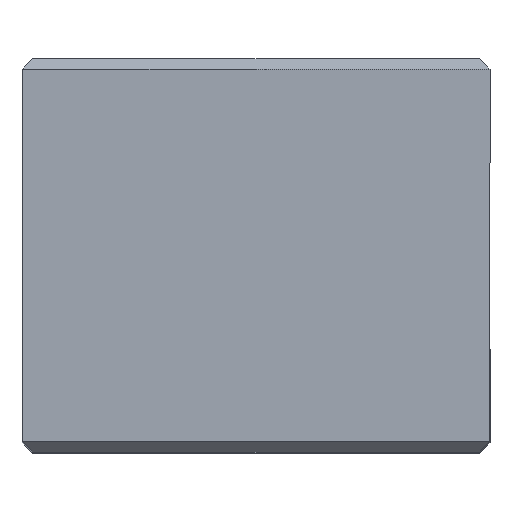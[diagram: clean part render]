
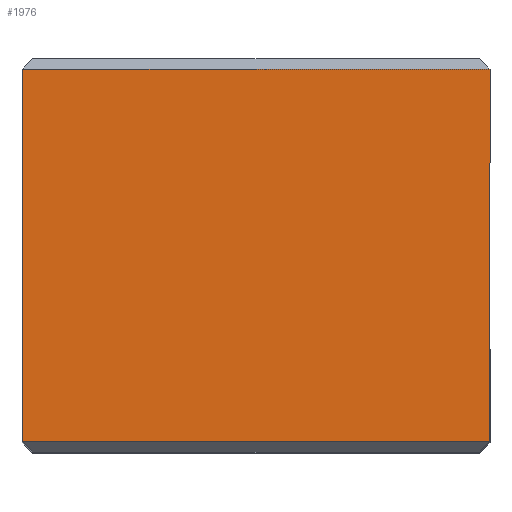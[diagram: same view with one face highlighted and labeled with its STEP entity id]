
A CAD part, top view. The second image highlights one B-rep face of the part: STEP entity #1976.
In plain terms, the highlighted planar face has unit normal (0, 0, 1).
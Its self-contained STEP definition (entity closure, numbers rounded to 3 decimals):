
#246 = EDGE_LOOP ( 'NONE', ( #4482, #4505, #4511, #4525 ) ) ;
#467 = VERTEX_POINT ( 'NONE', #4650 ) ;
#493 = VERTEX_POINT ( 'NONE', #4663 ) ;
#501 = VERTEX_POINT ( 'NONE', #4626 ) ;
#504 = VERTEX_POINT ( 'NONE', #4628 ) ;
#1054 = EDGE_CURVE ( 'NONE', #504, #501, #1590, .T. ) ;
#1103 = EDGE_CURVE ( 'NONE', #501, #467, #1815, .T. ) ;
#1134 = EDGE_CURVE ( 'NONE', #504, #493, #1991, .T. ) ;
#1148 = EDGE_CURVE ( 'NONE', #467, #493, #2020, .T. ) ;
#1523 = DIRECTION ( 'NONE',  ( 1., 0., 0. ) ) ;
#1590 = LINE ( 'NONE', #1600, #3110 ) ;
#1600 = CARTESIAN_POINT ( 'NONE',  ( 0., 18., 0. ) ) ;
#1815 = LINE ( 'NONE', #1816, #3171 ) ;
#1816 = CARTESIAN_POINT ( 'NONE',  ( 22., 18.5, 0. ) ) ;
#1820 = DIRECTION ( 'NONE',  ( 0., -1., 0. ) ) ;
#1971 = CARTESIAN_POINT ( 'NONE',  ( 0., 18.5, 0. ) ) ;
#1976 = ADVANCED_FACE ( 'NONE', ( #6223 ), #6239, .F. ) ;
#1983 = DIRECTION ( 'NONE',  ( 0., -1., 0. ) ) ;
#1991 = LINE ( 'NONE', #1971, #3209 ) ;
#2020 = LINE ( 'NONE', #2026, #2479 ) ;
#2026 = CARTESIAN_POINT ( 'NONE',  ( 0., 0.5, 0. ) ) ;
#2046 = DIRECTION ( 'NONE',  ( -1., 0., 0. ) ) ;
#2479 = VECTOR ( 'NONE', #2046, 1000. ) ;
#3110 = VECTOR ( 'NONE', #1523, 1000. ) ;
#3171 = VECTOR ( 'NONE', #1820, 1000. ) ;
#3209 = VECTOR ( 'NONE', #1983, 1000. ) ;
#4482 = ORIENTED_EDGE ( 'NONE', *, *, #1148, .F. ) ;
#4505 = ORIENTED_EDGE ( 'NONE', *, *, #1103, .F. ) ;
#4511 = ORIENTED_EDGE ( 'NONE', *, *, #1054, .F. ) ;
#4525 = ORIENTED_EDGE ( 'NONE', *, *, #1134, .T. ) ;
#4626 = CARTESIAN_POINT ( 'NONE',  ( 22., 18., 0. ) ) ;
#4628 = CARTESIAN_POINT ( 'NONE',  ( 0., 18., 0. ) ) ;
#4650 = CARTESIAN_POINT ( 'NONE',  ( 22., 0.5, 0. ) ) ;
#4663 = CARTESIAN_POINT ( 'NONE',  ( 0., 0.5, 0. ) ) ;
#6223 = FACE_OUTER_BOUND ( 'NONE', #246, .T. ) ;
#6225 = DIRECTION ( 'NONE',  ( -1., 0., 0. ) ) ;
#6239 = PLANE ( 'NONE',  #7075 ) ;
#6242 = CARTESIAN_POINT ( 'NONE',  ( 0., 18.5, 0. ) ) ;
#6244 = DIRECTION ( 'NONE',  ( 0., 0., -1. ) ) ;
#7075 = AXIS2_PLACEMENT_3D ( 'NONE', #6242, #6244, #6225 ) ;
